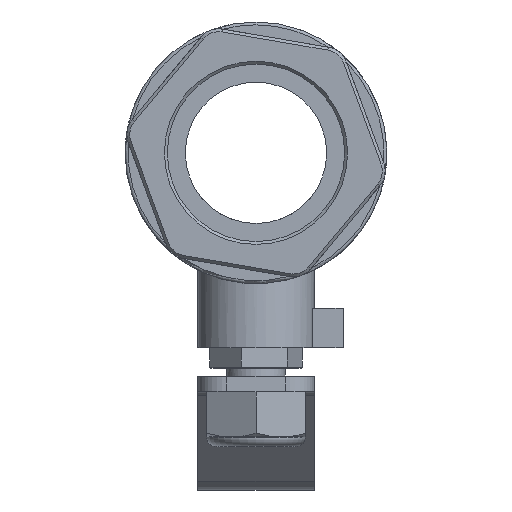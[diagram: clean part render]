
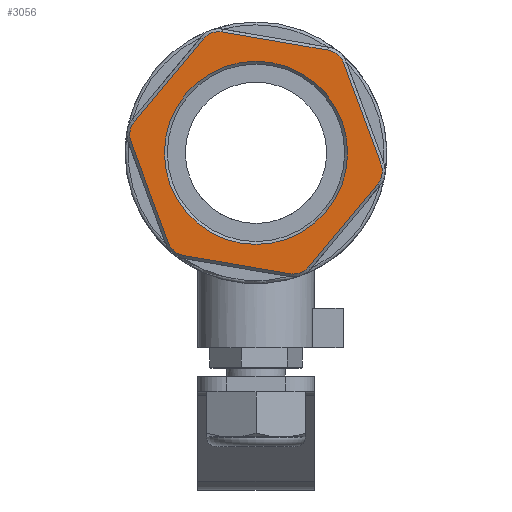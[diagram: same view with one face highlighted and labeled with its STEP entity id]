
A CAD part, front view. The second image highlights one B-rep face of the part: STEP entity #3056.
In plain terms, the highlighted planar face has unit normal (0, -1, 0).
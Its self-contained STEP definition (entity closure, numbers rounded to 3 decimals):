
#131=FACE_BOUND('',#497,.T.);
#149=PLANE('',#3297);
#297=FACE_OUTER_BOUND('',#496,.T.);
#496=EDGE_LOOP('',(#2087,#2088,#2089,#2090,#2091,#2092,#2093,#2094,#2095,
#2096,#2097,#2098));
#497=EDGE_LOOP('',(#2099));
#713=LINE('',#4674,#933);
#714=LINE('',#4678,#934);
#715=LINE('',#4682,#935);
#716=LINE('',#4686,#936);
#717=LINE('',#4690,#937);
#718=LINE('',#4694,#938);
#933=VECTOR('',#3691,10.);
#934=VECTOR('',#3694,10.);
#935=VECTOR('',#3697,10.);
#936=VECTOR('',#3700,10.);
#937=VECTOR('',#3703,10.);
#938=VECTOR('',#3706,10.);
#1151=CIRCLE('',#3293,15.75);
#1154=CIRCLE('',#3298,3.5);
#1155=CIRCLE('',#3299,3.5);
#1156=CIRCLE('',#3300,3.5);
#1157=CIRCLE('',#3301,3.5);
#1158=CIRCLE('',#3302,3.5);
#1159=CIRCLE('',#3303,3.5);
#1322=VERTEX_POINT('',#4662);
#1325=VERTEX_POINT('',#4672);
#1326=VERTEX_POINT('',#4673);
#1327=VERTEX_POINT('',#4675);
#1328=VERTEX_POINT('',#4677);
#1329=VERTEX_POINT('',#4679);
#1330=VERTEX_POINT('',#4681);
#1331=VERTEX_POINT('',#4683);
#1332=VERTEX_POINT('',#4685);
#1333=VERTEX_POINT('',#4687);
#1334=VERTEX_POINT('',#4689);
#1335=VERTEX_POINT('',#4691);
#1336=VERTEX_POINT('',#4693);
#1612=EDGE_CURVE('',#1322,#1322,#1151,.T.);
#1617=EDGE_CURVE('',#1325,#1326,#713,.T.);
#1618=EDGE_CURVE('',#1327,#1325,#1154,.T.);
#1619=EDGE_CURVE('',#1328,#1327,#714,.T.);
#1620=EDGE_CURVE('',#1329,#1328,#1155,.T.);
#1621=EDGE_CURVE('',#1330,#1329,#715,.T.);
#1622=EDGE_CURVE('',#1331,#1330,#1156,.T.);
#1623=EDGE_CURVE('',#1332,#1331,#716,.T.);
#1624=EDGE_CURVE('',#1333,#1332,#1157,.T.);
#1625=EDGE_CURVE('',#1334,#1333,#717,.T.);
#1626=EDGE_CURVE('',#1335,#1334,#1158,.T.);
#1627=EDGE_CURVE('',#1336,#1335,#718,.T.);
#1628=EDGE_CURVE('',#1326,#1336,#1159,.T.);
#2087=ORIENTED_EDGE('',*,*,#1617,.F.);
#2088=ORIENTED_EDGE('',*,*,#1618,.F.);
#2089=ORIENTED_EDGE('',*,*,#1619,.F.);
#2090=ORIENTED_EDGE('',*,*,#1620,.F.);
#2091=ORIENTED_EDGE('',*,*,#1621,.F.);
#2092=ORIENTED_EDGE('',*,*,#1622,.F.);
#2093=ORIENTED_EDGE('',*,*,#1623,.F.);
#2094=ORIENTED_EDGE('',*,*,#1624,.F.);
#2095=ORIENTED_EDGE('',*,*,#1625,.F.);
#2096=ORIENTED_EDGE('',*,*,#1626,.F.);
#2097=ORIENTED_EDGE('',*,*,#1627,.F.);
#2098=ORIENTED_EDGE('',*,*,#1628,.F.);
#2099=ORIENTED_EDGE('',*,*,#1612,.F.);
#3056=ADVANCED_FACE('',(#297,#131),#149,.F.);
#3293=AXIS2_PLACEMENT_3D('',#4663,#3679,#3680);
#3297=AXIS2_PLACEMENT_3D('',#4671,#3689,#3690);
#3298=AXIS2_PLACEMENT_3D('',#4676,#3692,#3693);
#3299=AXIS2_PLACEMENT_3D('',#4680,#3695,#3696);
#3300=AXIS2_PLACEMENT_3D('',#4684,#3698,#3699);
#3301=AXIS2_PLACEMENT_3D('',#4688,#3701,#3702);
#3302=AXIS2_PLACEMENT_3D('',#4692,#3704,#3705);
#3303=AXIS2_PLACEMENT_3D('',#4695,#3707,#3708);
#3679=DIRECTION('center_axis',(0.,-1.,0.));
#3680=DIRECTION('ref_axis',(1.,0.,0.));
#3689=DIRECTION('center_axis',(0.,1.,0.));
#3690=DIRECTION('ref_axis',(1.,0.,0.));
#3691=DIRECTION('',(-0.986,0.,0.169));
#3692=DIRECTION('center_axis',(0.,1.,0.));
#3693=DIRECTION('ref_axis',(0.346,0.,-0.938));
#3694=DIRECTION('',(-0.639,0.,-0.769));
#3695=DIRECTION('center_axis',(0.,1.,0.));
#3696=DIRECTION('ref_axis',(0.986,0.,-0.169));
#3697=DIRECTION('',(0.346,0.,-0.938));
#3698=DIRECTION('center_axis',(0.,1.,0.));
#3699=DIRECTION('ref_axis',(0.639,0.,0.769));
#3700=DIRECTION('',(0.986,0.,-0.169));
#3701=DIRECTION('center_axis',(0.,1.,0.));
#3702=DIRECTION('ref_axis',(-0.346,0.,0.938));
#3703=DIRECTION('',(0.639,0.,0.769));
#3704=DIRECTION('center_axis',(0.,1.,0.));
#3705=DIRECTION('ref_axis',(-0.986,0.,0.169));
#3706=DIRECTION('',(-0.346,0.,0.938));
#3707=DIRECTION('center_axis',(0.,1.,0.));
#3708=DIRECTION('ref_axis',(-0.639,0.,-0.769));
#4662=CARTESIAN_POINT('',(-15.75,0.,0.));
#4663=CARTESIAN_POINT('Origin',(0.,0.,0.));
#4671=CARTESIAN_POINT('Origin',(0.,0.,0.));
#4672=CARTESIAN_POINT('',(5.805,0.,-20.782));
#4673=CARTESIAN_POINT('',(-12.404,0.,-17.656));
#4674=CARTESIAN_POINT('',(2.391,0.,-20.196));
#4675=CARTESIAN_POINT('',(9.089,0.,-19.57));
#4676=CARTESIAN_POINT('Origin',(6.397,0.,-17.332));
#4677=CARTESIAN_POINT('',(20.9,0.,-5.364));
#4678=CARTESIAN_POINT('',(18.685,0.,-8.027));
#4679=CARTESIAN_POINT('',(21.492,0.,-1.914));
#4680=CARTESIAN_POINT('Origin',(18.209,0.,-3.126));
#4681=CARTESIAN_POINT('',(15.095,0.,15.418));
#4682=CARTESIAN_POINT('',(16.295,0.,12.168));
#4683=CARTESIAN_POINT('',(12.404,0.,17.656));
#4684=CARTESIAN_POINT('Origin',(11.812,0.,14.206));
#4685=CARTESIAN_POINT('',(-5.805,0.,20.782));
#4686=CARTESIAN_POINT('',(-2.391,0.,20.196));
#4687=CARTESIAN_POINT('',(-9.089,0.,19.57));
#4688=CARTESIAN_POINT('Origin',(-6.397,0.,17.332));
#4689=CARTESIAN_POINT('',(-20.9,0.,5.364));
#4690=CARTESIAN_POINT('',(-18.685,0.,8.027));
#4691=CARTESIAN_POINT('',(-21.492,0.,1.914));
#4692=CARTESIAN_POINT('Origin',(-18.209,0.,3.126));
#4693=CARTESIAN_POINT('',(-15.095,0.,-15.418));
#4694=CARTESIAN_POINT('',(-16.295,0.,-12.168));
#4695=CARTESIAN_POINT('Origin',(-11.812,0.,-14.206));
